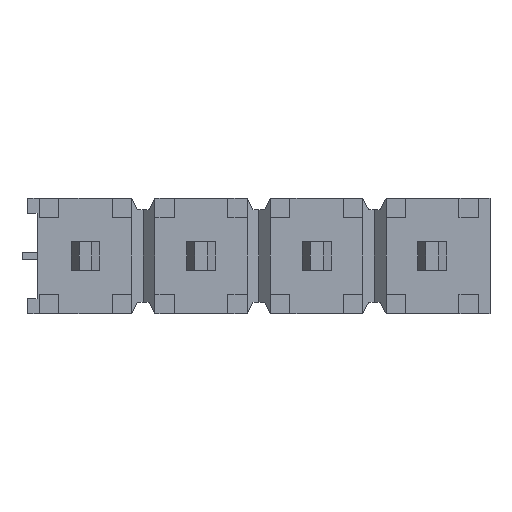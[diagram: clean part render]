
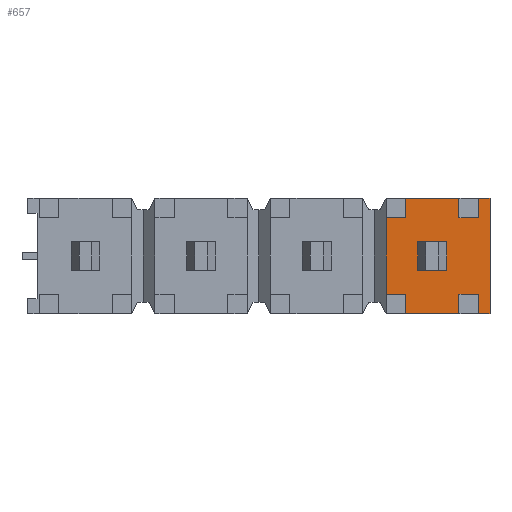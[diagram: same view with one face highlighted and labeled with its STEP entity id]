
A CAD part, front view. The second image highlights one B-rep face of the part: STEP entity #657.
In plain terms, the highlighted planar face has unit normal (0, -1, 0).
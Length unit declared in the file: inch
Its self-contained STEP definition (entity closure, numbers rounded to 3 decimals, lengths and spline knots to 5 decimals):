
#657 = ADVANCED_FACE( '', ( #1313, #1314 ), #1315, .T. );
#1313 = FACE_OUTER_BOUND( '', #1965, .T. );
#1314 = FACE_BOUND( '', #1966, .T. );
#1315 = PLANE( '', #1967 );
#1965 = EDGE_LOOP( '', ( #3735, #3736, #3737, #3738, #3739, #3740, #3741, #3742, #3743, #3744, #3745, #3746, #3747, #3748, #3749, #3750 ) );
#1966 = EDGE_LOOP( '', ( #3751, #3752, #3753, #3754 ) );
#1967 = AXIS2_PLACEMENT_3D( '', #3755, #3756, #3757 );
#3735 = ORIENTED_EDGE( '', *, *, #4395, .T. );
#3736 = ORIENTED_EDGE( '', *, *, #4538, .T. );
#3737 = ORIENTED_EDGE( '', *, *, #3994, .T. );
#3738 = ORIENTED_EDGE( '', *, *, #3999, .T. );
#3739 = ORIENTED_EDGE( '', *, *, #4304, .F. );
#3740 = ORIENTED_EDGE( '', *, *, #4537, .T. );
#3741 = ORIENTED_EDGE( '', *, *, #4442, .T. );
#3742 = ORIENTED_EDGE( '', *, *, #4611, .T. );
#3743 = ORIENTED_EDGE( '', *, *, #4216, .F. );
#3744 = ORIENTED_EDGE( '', *, *, #4550, .F. );
#3745 = ORIENTED_EDGE( '', *, *, #4405, .T. );
#3746 = ORIENTED_EDGE( '', *, *, #4621, .T. );
#3747 = ORIENTED_EDGE( '', *, *, #4575, .F. );
#3748 = ORIENTED_EDGE( '', *, *, #4559, .F. );
#3749 = ORIENTED_EDGE( '', *, *, #4224, .T. );
#3750 = ORIENTED_EDGE( '', *, *, #4620, .T. );
#3751 = ORIENTED_EDGE( '', *, *, #4499, .F. );
#3752 = ORIENTED_EDGE( '', *, *, #4022, .F. );
#3753 = ORIENTED_EDGE( '', *, *, #4161, .F. );
#3754 = ORIENTED_EDGE( '', *, *, #4192, .F. );
#3755 = CARTESIAN_POINT( '', ( 0.23637, 0.02, 0.1 ) );
#3756 = DIRECTION( '', ( 0., -1., 0. ) );
#3757 = DIRECTION( '', ( 0., 0., -1. ) );
#3994 = EDGE_CURVE( '', #4806, #4804, #4807, .T. );
#3999 = EDGE_CURVE( '', #4804, #4812, #4814, .T. );
#4022 = EDGE_CURVE( '', #4851, #4853, #4854, .T. );
#4161 = EDGE_CURVE( '', #5080, #4851, #5082, .T. );
#4192 = EDGE_CURVE( '', #5127, #5080, #5129, .T. );
#4216 = EDGE_CURVE( '', #5164, #4914, #5166, .T. );
#4224 = EDGE_CURVE( '', #5177, #5178, #5179, .T. );
#4304 = EDGE_CURVE( '', #5295, #4812, #5296, .T. );
#4395 = EDGE_CURVE( '', #5419, #5420, #5421, .T. );
#4405 = EDGE_CURVE( '', #5434, #5435, #5436, .T. );
#4442 = EDGE_CURVE( '', #5489, #5487, #5490, .T. );
#4499 = EDGE_CURVE( '', #4853, #5127, #5555, .T. );
#4537 = EDGE_CURVE( '', #5295, #5489, #5602, .T. );
#4538 = EDGE_CURVE( '', #5420, #4806, #5603, .T. );
#4550 = EDGE_CURVE( '', #5434, #5164, #5617, .T. );
#4559 = EDGE_CURVE( '', #5177, #5626, #5627, .T. );
#4575 = EDGE_CURVE( '', #5626, #5646, #5647, .T. );
#4611 = EDGE_CURVE( '', #5487, #4914, #5684, .T. );
#4620 = EDGE_CURVE( '', #5178, #5419, #5693, .T. );
#4621 = EDGE_CURVE( '', #5435, #5646, #5694, .T. );
#4804 = VERTEX_POINT( '', #5954 );
#4806 = VERTEX_POINT( '', #5957 );
#4807 = LINE( '', #5958, #5959 );
#4812 = VERTEX_POINT( '', #5966 );
#4814 = LINE( '', #5969, #5970 );
#4851 = VERTEX_POINT( '', #6023 );
#4853 = VERTEX_POINT( '', #6026 );
#4854 = LINE( '', #6027, #6028 );
#4914 = VERTEX_POINT( '', #6116 );
#5080 = VERTEX_POINT( '', #6364 );
#5082 = LINE( '', #6367, #6368 );
#5127 = VERTEX_POINT( '', #6434 );
#5129 = LINE( '', #6437, #6438 );
#5164 = VERTEX_POINT( '', #6490 );
#5166 = LINE( '', #6493, #6494 );
#5177 = VERTEX_POINT( '', #6509 );
#5178 = VERTEX_POINT( '', #6510 );
#5179 = LINE( '', #6511, #6512 );
#5295 = VERTEX_POINT( '', #6688 );
#5296 = LINE( '', #6689, #6690 );
#5419 = VERTEX_POINT( '', #6879 );
#5420 = VERTEX_POINT( '', #6880 );
#5421 = LINE( '', #6881, #6882 );
#5434 = VERTEX_POINT( '', #6901 );
#5435 = VERTEX_POINT( '', #6902 );
#5436 = LINE( '', #6903, #6904 );
#5487 = VERTEX_POINT( '', #6981 );
#5489 = VERTEX_POINT( '', #6984 );
#5490 = LINE( '', #6985, #6986 );
#5555 = LINE( '', #7086, #7087 );
#5602 = LINE( '', #7156, #7157 );
#5603 = LINE( '', #7158, #7159 );
#5617 = LINE( '', #7178, #7179 );
#5626 = VERTEX_POINT( '', #7191 );
#5627 = LINE( '', #7192, #7193 );
#5646 = VERTEX_POINT( '', #7222 );
#5647 = LINE( '', #7223, #7224 );
#5684 = LINE( '', #7278, #7279 );
#5693 = LINE( '', #7291, #7292 );
#5694 = LINE( '', #7293, #7294 );
#5954 = CARTESIAN_POINT( '', ( 0.19012, 0.02, 0.033 ) );
#5957 = CARTESIAN_POINT( '', ( 0.19012, 0.02, 0.05 ) );
#5958 = CARTESIAN_POINT( '', ( 0.19012, 0.02, 0.1 ) );
#5959 = VECTOR( '', #7394, 39.37008 );
#5966 = CARTESIAN_POINT( '', ( 0.17312, 0.02, 0.033 ) );
#5969 = CARTESIAN_POINT( '', ( 0.4, 0.02, 0.033 ) );
#5970 = VECTOR( '', #7398, 39.37008 );
#6023 = CARTESIAN_POINT( '', ( 0.1625, 0.02, 0.0125 ) );
#6026 = CARTESIAN_POINT( '', ( 0.1375, 0.02, 0.0125 ) );
#6027 = CARTESIAN_POINT( '', ( 0.1375, 0.02, 0.0125 ) );
#6028 = VECTOR( '', #7416, 39.37008 );
#6116 = CARTESIAN_POINT( '', ( 0.11, 0.02, 0.033 ) );
#6364 = CARTESIAN_POINT( '', ( 0.1625, 0.02, -0.0125 ) );
#6367 = CARTESIAN_POINT( '', ( 0.1625, 0.02, 0.0125 ) );
#6368 = VECTOR( '', #7528, 39.37008 );
#6434 = CARTESIAN_POINT( '', ( 0.1375, 0.02, -0.0125 ) );
#6437 = CARTESIAN_POINT( '', ( 0.1625, 0.02, -0.0125 ) );
#6438 = VECTOR( '', #7551, 39.37008 );
#6490 = CARTESIAN_POINT( '', ( 0.11, 0.02, -0.033 ) );
#6493 = CARTESIAN_POINT( '', ( 0.11, 0.02, 0.4 ) );
#6494 = VECTOR( '', #7570, 39.37008 );
#6509 = CARTESIAN_POINT( '', ( 0.19012, 0.02, -0.033 ) );
#6510 = CARTESIAN_POINT( '', ( 0.19012, 0.02, -0.05 ) );
#6511 = CARTESIAN_POINT( '', ( 0.19012, 0.02, 0.1 ) );
#6512 = VECTOR( '', #7575, 39.37008 );
#6688 = CARTESIAN_POINT( '', ( 0.17312, 0.02, 0.05 ) );
#6689 = CARTESIAN_POINT( '', ( 0.17312, 0.02, 0.1 ) );
#6690 = VECTOR( '', #7636, 39.37008 );
#6879 = CARTESIAN_POINT( '', ( 0.2, 0.02, -0.05 ) );
#6880 = CARTESIAN_POINT( '', ( 0.2, 0.02, 0.05 ) );
#6881 = CARTESIAN_POINT( '', ( 0.2, 0.02, 0.05 ) );
#6882 = VECTOR( '', #7703, 39.37008 );
#6901 = CARTESIAN_POINT( '', ( 0.12688, 0.02, -0.033 ) );
#6902 = CARTESIAN_POINT( '', ( 0.12688, 0.02, -0.05 ) );
#6903 = CARTESIAN_POINT( '', ( 0.12688, 0.02, 0.1 ) );
#6904 = VECTOR( '', #7710, 39.37008 );
#6981 = CARTESIAN_POINT( '', ( 0.12688, 0.02, 0.033 ) );
#6984 = CARTESIAN_POINT( '', ( 0.12688, 0.02, 0.05 ) );
#6985 = CARTESIAN_POINT( '', ( 0.12688, 0.02, 0.1 ) );
#6986 = VECTOR( '', #7738, 39.37008 );
#7086 = CARTESIAN_POINT( '', ( 0.1375, 0.02, -0.0125 ) );
#7087 = VECTOR( '', #7774, 39.37008 );
#7156 = CARTESIAN_POINT( '', ( -0.2, 0.02, 0.05 ) );
#7157 = VECTOR( '', #7797, 39.37008 );
#7158 = CARTESIAN_POINT( '', ( -0.2, 0.02, 0.05 ) );
#7159 = VECTOR( '', #7798, 39.37008 );
#7178 = CARTESIAN_POINT( '', ( 0.4, 0.02, -0.033 ) );
#7179 = VECTOR( '', #7804, 39.37008 );
#7191 = CARTESIAN_POINT( '', ( 0.17312, 0.02, -0.033 ) );
#7192 = CARTESIAN_POINT( '', ( 0.4, 0.02, -0.033 ) );
#7193 = VECTOR( '', #7808, 39.37008 );
#7222 = CARTESIAN_POINT( '', ( 0.17312, 0.02, -0.05 ) );
#7223 = CARTESIAN_POINT( '', ( 0.17312, 0.02, 0.1 ) );
#7224 = VECTOR( '', #7819, 39.37008 );
#7278 = CARTESIAN_POINT( '', ( 0.4, 0.02, 0.033 ) );
#7279 = VECTOR( '', #7837, 39.37008 );
#7291 = CARTESIAN_POINT( '', ( 0.2, 0.02, -0.05 ) );
#7292 = VECTOR( '', #7841, 39.37008 );
#7293 = CARTESIAN_POINT( '', ( 0.2, 0.02, -0.05 ) );
#7294 = VECTOR( '', #7842, 39.37008 );
#7394 = DIRECTION( '', ( 0., 0., -1. ) );
#7398 = DIRECTION( '', ( -1., 0., 0. ) );
#7416 = DIRECTION( '', ( -1., 0., 0. ) );
#7528 = DIRECTION( '', ( 0., 0., 1. ) );
#7551 = DIRECTION( '', ( 1., 0., 0. ) );
#7570 = DIRECTION( '', ( 0., 0., 1. ) );
#7575 = DIRECTION( '', ( 0., 0., -1. ) );
#7636 = DIRECTION( '', ( 0., 0., -1. ) );
#7703 = DIRECTION( '', ( 0., 0., 1. ) );
#7710 = DIRECTION( '', ( 0., 0., -1. ) );
#7738 = DIRECTION( '', ( 0., 0., -1. ) );
#7774 = DIRECTION( '', ( 0., 0., -1. ) );
#7797 = DIRECTION( '', ( -1., 0., 0. ) );
#7798 = DIRECTION( '', ( -1., 0., 0. ) );
#7804 = DIRECTION( '', ( -1., 0., 0. ) );
#7808 = DIRECTION( '', ( -1., 0., 0. ) );
#7819 = DIRECTION( '', ( 0., 0., -1. ) );
#7837 = DIRECTION( '', ( -1., 0., 0. ) );
#7841 = DIRECTION( '', ( 1., 0., 0. ) );
#7842 = DIRECTION( '', ( 1., 0., 0. ) );
